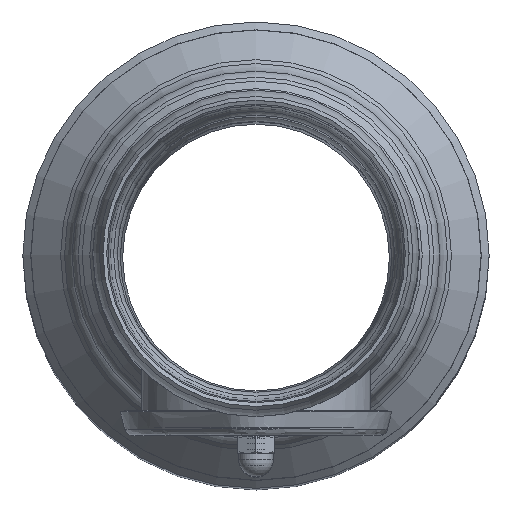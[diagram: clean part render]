
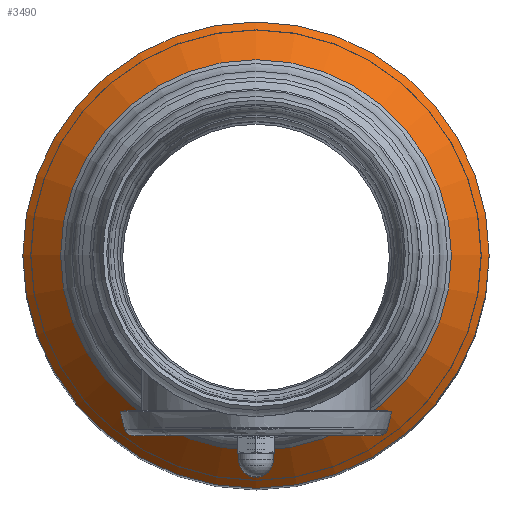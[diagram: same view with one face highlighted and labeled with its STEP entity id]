
A CAD part, top view. The second image highlights one B-rep face of the part: STEP entity #3490.
In plain terms, the highlighted conical face has half-angle 45 degrees and reference radius 773.435 mm.
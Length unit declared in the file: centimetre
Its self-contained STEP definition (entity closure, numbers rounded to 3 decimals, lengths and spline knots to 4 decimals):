
#208=CONICAL_SURFACE('',#4131,77.3435,0.785);
#458=FACE_OUTER_BOUND('',#716,.T.);
#716=EDGE_LOOP('',(#2307,#2308,#2309,#2310,#2311));
#1005=CIRCLE('',#4129,70.537);
#1006=CIRCLE('',#4130,70.537);
#1007=CIRCLE('',#4132,84.15);
#1288=VERTEX_POINT('',#6134);
#1289=VERTEX_POINT('',#6136);
#1290=VERTEX_POINT('',#6140);
#1676=EDGE_CURVE('',#1288,#1289,#1005,.T.);
#1677=EDGE_CURVE('',#1289,#1288,#1006,.T.);
#1678=EDGE_CURVE('',#1290,#1290,#1007,.T.);
#1679=EDGE_CURVE('',#1290,#1289,#3763,.T.);
#2307=ORIENTED_EDGE('',*,*,#1678,.T.);
#2308=ORIENTED_EDGE('',*,*,#1679,.T.);
#2309=ORIENTED_EDGE('',*,*,#1676,.F.);
#2310=ORIENTED_EDGE('',*,*,#1677,.F.);
#2311=ORIENTED_EDGE('',*,*,#1679,.F.);
#3490=ADVANCED_FACE('',(#458),#208,.T.);
#3763=LINE('',#6142,#3927);
#3927=VECTOR('',#4793,77.3435);
#4129=AXIS2_PLACEMENT_3D('',#6137,#4785,#4786);
#4130=AXIS2_PLACEMENT_3D('',#6138,#4787,#4788);
#4131=AXIS2_PLACEMENT_3D('',#6139,#4789,#4790);
#4132=AXIS2_PLACEMENT_3D('',#6141,#4791,#4792);
#4785=DIRECTION('center_axis',(0.,0.,1.));
#4786=DIRECTION('ref_axis',(1.,0.,0.));
#4787=DIRECTION('center_axis',(0.,0.,1.));
#4788=DIRECTION('ref_axis',(1.,0.,0.));
#4789=DIRECTION('center_axis',(0.,0.,-1.));
#4790=DIRECTION('ref_axis',(1.,0.,0.));
#4791=DIRECTION('center_axis',(0.,0.,1.));
#4792=DIRECTION('ref_axis',(1.,0.,0.));
#4793=DIRECTION('',(0.707,0.,0.707));
#6134=CARTESIAN_POINT('',(0.,70.537,513.613));
#6136=CARTESIAN_POINT('',(-70.537,0.,513.613));
#6137=CARTESIAN_POINT('Origin',(0.,0.,513.613));
#6138=CARTESIAN_POINT('Origin',(0.,0.,513.613));
#6139=CARTESIAN_POINT('Origin',(0.,0.,506.8065));
#6140=CARTESIAN_POINT('',(-84.15,0.,500.));
#6141=CARTESIAN_POINT('Origin',(0.,0.,500.));
#6142=CARTESIAN_POINT('',(-77.3435,0.,506.8065));
